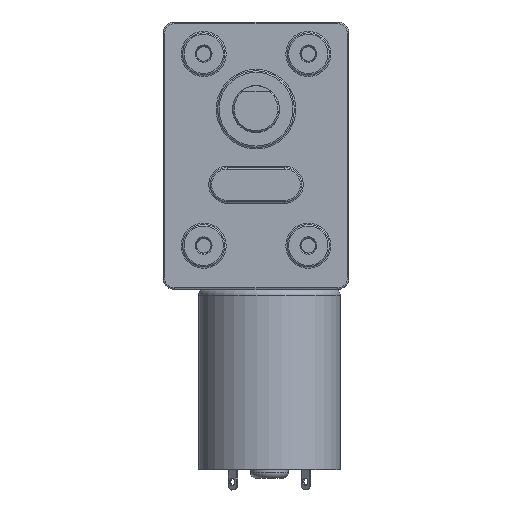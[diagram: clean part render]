
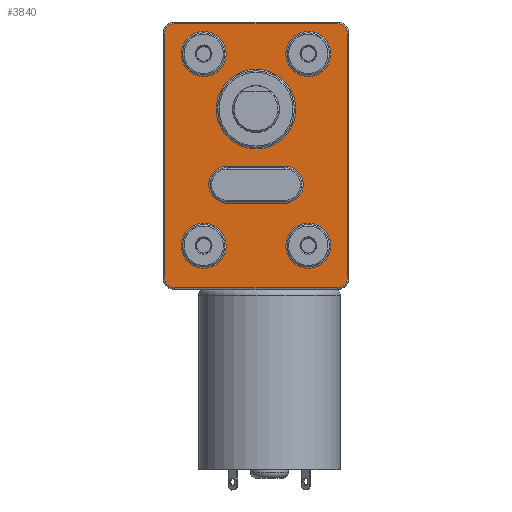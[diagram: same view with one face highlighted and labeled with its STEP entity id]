
A CAD part, top view. The second image highlights one B-rep face of the part: STEP entity #3840.
In plain terms, the highlighted planar face has unit normal (0, 0, 1).
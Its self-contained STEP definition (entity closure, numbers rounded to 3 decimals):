
#68=FACE_BOUND('',#513,.T.);
#69=FACE_BOUND('',#514,.T.);
#70=FACE_BOUND('',#515,.T.);
#71=FACE_BOUND('',#516,.T.);
#72=FACE_BOUND('',#517,.T.);
#73=FACE_BOUND('',#518,.T.);
#95=PLANE('',#4167);
#282=FACE_OUTER_BOUND('',#512,.T.);
#512=EDGE_LOOP('',(#2779,#2780,#2781,#2782,#2783,#2784,#2785,#2786));
#513=EDGE_LOOP('',(#2787));
#514=EDGE_LOOP('',(#2788));
#515=EDGE_LOOP('',(#2789));
#516=EDGE_LOOP('',(#2790));
#517=EDGE_LOOP('',(#2791,#2792,#2793,#2794));
#518=EDGE_LOOP('',(#2795));
#878=CIRCLE('',#4145,1.75);
#882=CIRCLE('',#4151,1.75);
#886=CIRCLE('',#4157,1.75);
#890=CIRCLE('',#4163,1.75);
#891=CIRCLE('',#4168,3.875);
#892=CIRCLE('',#4169,3.875);
#893=CIRCLE('',#4170,6.85);
#894=CIRCLE('',#4171,3.875);
#895=CIRCLE('',#4172,3.2);
#896=CIRCLE('',#4173,3.2);
#897=CIRCLE('',#4174,3.875);
#1101=LINE('',#8393,#1303);
#1103=LINE('',#8403,#1305);
#1105=LINE('',#8415,#1307);
#1106=LINE('',#8422,#1308);
#1109=LINE('',#8440,#1311);
#1110=LINE('',#8443,#1312);
#1303=VECTOR('',#4801,10.);
#1305=VECTOR('',#4813,10.);
#1307=VECTOR('',#4827,10.);
#1308=VECTOR('',#4838,10.);
#1311=VECTOR('',#4857,10.);
#1312=VECTOR('',#4860,10.);
#1629=VERTEX_POINT('',#8385);
#1630=VERTEX_POINT('',#8387);
#1631=VERTEX_POINT('',#8391);
#1632=VERTEX_POINT('',#8395);
#1633=VERTEX_POINT('',#8399);
#1635=VERTEX_POINT('',#8405);
#1637=VERTEX_POINT('',#8411);
#1639=VERTEX_POINT('',#8417);
#1640=VERTEX_POINT('',#8428);
#1641=VERTEX_POINT('',#8430);
#1642=VERTEX_POINT('',#8432);
#1643=VERTEX_POINT('',#8434);
#1644=VERTEX_POINT('',#8436);
#1645=VERTEX_POINT('',#8437);
#1646=VERTEX_POINT('',#8439);
#1647=VERTEX_POINT('',#8441);
#1648=VERTEX_POINT('',#8444);
#2075=EDGE_CURVE('',#1629,#1630,#878,.T.);
#2078=EDGE_CURVE('',#1630,#1631,#1101,.T.);
#2080=EDGE_CURVE('',#1631,#1632,#882,.T.);
#2083=EDGE_CURVE('',#1632,#1633,#1103,.T.);
#2086=EDGE_CURVE('',#1633,#1635,#886,.T.);
#2089=EDGE_CURVE('',#1635,#1637,#1105,.T.);
#2092=EDGE_CURVE('',#1637,#1639,#890,.T.);
#2093=EDGE_CURVE('',#1639,#1629,#1106,.T.);
#2096=EDGE_CURVE('',#1640,#1640,#891,.T.);
#2097=EDGE_CURVE('',#1641,#1641,#892,.T.);
#2098=EDGE_CURVE('',#1642,#1642,#893,.T.);
#2099=EDGE_CURVE('',#1643,#1643,#894,.T.);
#2100=EDGE_CURVE('',#1644,#1645,#895,.T.);
#2101=EDGE_CURVE('',#1646,#1644,#1109,.T.);
#2102=EDGE_CURVE('',#1647,#1646,#896,.T.);
#2103=EDGE_CURVE('',#1645,#1647,#1110,.T.);
#2104=EDGE_CURVE('',#1648,#1648,#897,.T.);
#2779=ORIENTED_EDGE('',*,*,#2075,.F.);
#2780=ORIENTED_EDGE('',*,*,#2093,.F.);
#2781=ORIENTED_EDGE('',*,*,#2092,.F.);
#2782=ORIENTED_EDGE('',*,*,#2089,.F.);
#2783=ORIENTED_EDGE('',*,*,#2086,.F.);
#2784=ORIENTED_EDGE('',*,*,#2083,.F.);
#2785=ORIENTED_EDGE('',*,*,#2080,.F.);
#2786=ORIENTED_EDGE('',*,*,#2078,.F.);
#2787=ORIENTED_EDGE('',*,*,#2096,.F.);
#2788=ORIENTED_EDGE('',*,*,#2097,.F.);
#2789=ORIENTED_EDGE('',*,*,#2098,.F.);
#2790=ORIENTED_EDGE('',*,*,#2099,.F.);
#2791=ORIENTED_EDGE('',*,*,#2100,.F.);
#2792=ORIENTED_EDGE('',*,*,#2101,.F.);
#2793=ORIENTED_EDGE('',*,*,#2102,.F.);
#2794=ORIENTED_EDGE('',*,*,#2103,.F.);
#2795=ORIENTED_EDGE('',*,*,#2104,.F.);
#3840=ADVANCED_FACE('',(#282,#68,#69,#70,#71,#72,#73),#95,.T.);
#4145=AXIS2_PLACEMENT_3D('',#8388,#4793,#4794);
#4151=AXIS2_PLACEMENT_3D('',#8397,#4806,#4807);
#4157=AXIS2_PLACEMENT_3D('',#8409,#4820,#4821);
#4163=AXIS2_PLACEMENT_3D('',#8420,#4834,#4835);
#4167=AXIS2_PLACEMENT_3D('',#8427,#4845,#4846);
#4168=AXIS2_PLACEMENT_3D('',#8429,#4847,#4848);
#4169=AXIS2_PLACEMENT_3D('',#8431,#4849,#4850);
#4170=AXIS2_PLACEMENT_3D('',#8433,#4851,#4852);
#4171=AXIS2_PLACEMENT_3D('',#8435,#4853,#4854);
#4172=AXIS2_PLACEMENT_3D('',#8438,#4855,#4856);
#4173=AXIS2_PLACEMENT_3D('',#8442,#4858,#4859);
#4174=AXIS2_PLACEMENT_3D('',#8445,#4861,#4862);
#4793=DIRECTION('center_axis',(0.,0.,-1.));
#4794=DIRECTION('ref_axis',(-0.707,-0.707,0.));
#4801=DIRECTION('',(0.,1.,0.));
#4806=DIRECTION('center_axis',(0.,0.,-1.));
#4807=DIRECTION('ref_axis',(-0.707,0.707,0.));
#4813=DIRECTION('',(1.,0.,0.));
#4820=DIRECTION('center_axis',(0.,0.,-1.));
#4821=DIRECTION('ref_axis',(0.707,0.707,0.));
#4827=DIRECTION('',(0.,-1.,0.));
#4834=DIRECTION('center_axis',(0.,0.,-1.));
#4835=DIRECTION('ref_axis',(0.707,-0.707,0.));
#4838=DIRECTION('',(-1.,0.,0.));
#4845=DIRECTION('center_axis',(0.,0.,1.));
#4846=DIRECTION('ref_axis',(1.,0.,0.));
#4847=DIRECTION('center_axis',(0.,0.,1.));
#4848=DIRECTION('ref_axis',(-1.,0.,0.));
#4849=DIRECTION('center_axis',(0.,0.,1.));
#4850=DIRECTION('ref_axis',(-1.,0.,0.));
#4851=DIRECTION('center_axis',(0.,0.,1.));
#4852=DIRECTION('ref_axis',(-1.,0.,0.));
#4853=DIRECTION('center_axis',(0.,0.,1.));
#4854=DIRECTION('ref_axis',(-1.,0.,0.));
#4855=DIRECTION('center_axis',(0.,0.,1.));
#4856=DIRECTION('ref_axis',(1.,0.,0.));
#4857=DIRECTION('',(1.,0.,0.));
#4858=DIRECTION('center_axis',(0.,0.,1.));
#4859=DIRECTION('ref_axis',(-1.,0.,0.));
#4860=DIRECTION('',(-1.,0.,0.));
#4861=DIRECTION('center_axis',(0.,0.,1.));
#4862=DIRECTION('ref_axis',(-1.,0.,0.));
#8385=CARTESIAN_POINT('',(-14.,-22.75,0.));
#8387=CARTESIAN_POINT('',(-15.75,-21.,0.));
#8388=CARTESIAN_POINT('Origin',(-14.,-21.,0.));
#8391=CARTESIAN_POINT('',(-15.75,21.,0.));
#8393=CARTESIAN_POINT('',(-15.75,-11.5,0.));
#8395=CARTESIAN_POINT('',(-14.,22.75,0.));
#8397=CARTESIAN_POINT('Origin',(-14.,21.,0.));
#8399=CARTESIAN_POINT('',(14.,22.75,0.));
#8403=CARTESIAN_POINT('',(-8.,22.75,0.));
#8405=CARTESIAN_POINT('',(15.75,21.,0.));
#8409=CARTESIAN_POINT('Origin',(14.,21.,0.));
#8411=CARTESIAN_POINT('',(15.75,-21.,0.));
#8415=CARTESIAN_POINT('',(15.75,11.5,0.));
#8417=CARTESIAN_POINT('',(14.,-22.75,0.));
#8420=CARTESIAN_POINT('Origin',(14.,-21.,0.));
#8422=CARTESIAN_POINT('',(8.,-22.75,0.));
#8427=CARTESIAN_POINT('Origin',(0.,0.,0.));
#8428=CARTESIAN_POINT('',(-5.125,-15.5,0.));
#8429=CARTESIAN_POINT('Origin',(-9.,-15.5,0.));
#8430=CARTESIAN_POINT('',(12.875,17.5,0.));
#8431=CARTESIAN_POINT('Origin',(9.,17.5,0.));
#8432=CARTESIAN_POINT('',(6.85,8.,0.));
#8433=CARTESIAN_POINT('Origin',(0.,8.,0.));
#8434=CARTESIAN_POINT('',(-5.125,17.5,0.));
#8435=CARTESIAN_POINT('Origin',(-9.,17.5,0.));
#8436=CARTESIAN_POINT('',(4.925,-8.2,0.));
#8437=CARTESIAN_POINT('',(4.925,-1.8,0.));
#8438=CARTESIAN_POINT('Origin',(4.925,-5.,0.));
#8439=CARTESIAN_POINT('',(-4.925,-8.2,0.));
#8440=CARTESIAN_POINT('',(-2.463,-8.2,0.));
#8441=CARTESIAN_POINT('',(-4.925,-1.8,0.));
#8442=CARTESIAN_POINT('Origin',(-4.925,-5.,0.));
#8443=CARTESIAN_POINT('',(2.463,-1.8,0.));
#8444=CARTESIAN_POINT('',(12.875,-15.5,0.));
#8445=CARTESIAN_POINT('Origin',(9.,-15.5,0.));
